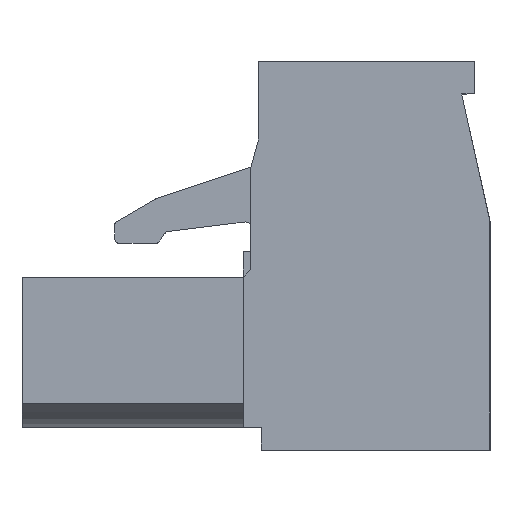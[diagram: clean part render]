
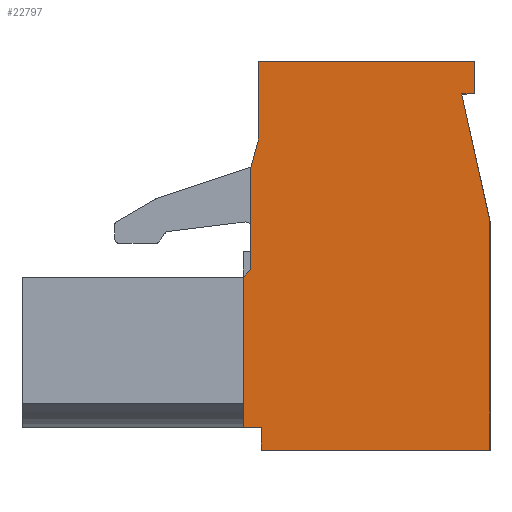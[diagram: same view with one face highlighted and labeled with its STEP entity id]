
A CAD part, left-side view. The second image highlights one B-rep face of the part: STEP entity #22797.
In plain terms, the highlighted planar face has unit normal (-1, 0, 0).
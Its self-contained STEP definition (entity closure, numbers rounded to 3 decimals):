
#4028=ORIENTED_EDGE('',*,*,#8797,.F.);
#4029=ORIENTED_EDGE('',*,*,#7875,.F.);
#4030=ORIENTED_EDGE('',*,*,#8331,.F.);
#4031=ORIENTED_EDGE('',*,*,#7584,.F.);
#4032=ORIENTED_EDGE('',*,*,#8317,.F.);
#4033=ORIENTED_EDGE('',*,*,#7929,.F.);
#4034=ORIENTED_EDGE('',*,*,#7650,.F.);
#4035=ORIENTED_EDGE('',*,*,#8318,.F.);
#4036=ORIENTED_EDGE('',*,*,#7540,.F.);
#4037=ORIENTED_EDGE('',*,*,#8322,.F.);
#4038=ORIENTED_EDGE('',*,*,#8325,.F.);
#4039=ORIENTED_EDGE('',*,*,#7112,.F.);
#4040=ORIENTED_EDGE('',*,*,#8362,.F.);
#7112=EDGE_CURVE('',#10337,#10338,#12465,.T.);
#7540=EDGE_CURVE('',#10710,#10711,#12856,.T.);
#7584=EDGE_CURVE('',#10754,#10755,#12900,.T.);
#7650=EDGE_CURVE('',#10811,#10812,#12965,.T.);
#7875=EDGE_CURVE('',#11026,#11027,#13149,.T.);
#7929=EDGE_CURVE('',#10812,#11071,#13202,.T.);
#8317=EDGE_CURVE('',#11071,#10754,#13553,.T.);
#8318=EDGE_CURVE('',#10711,#10811,#13554,.T.);
#8322=EDGE_CURVE('',#11343,#10710,#13558,.T.);
#8325=EDGE_CURVE('',#10338,#11343,#13561,.T.);
#8331=EDGE_CURVE('',#10755,#11026,#13567,.T.);
#8362=EDGE_CURVE('',#11355,#10337,#13596,.T.);
#8797=EDGE_CURVE('',#11027,#11355,#13973,.T.);
#10337=VERTEX_POINT('',#31308);
#10338=VERTEX_POINT('',#31310);
#10710=VERTEX_POINT('',#32166);
#10711=VERTEX_POINT('',#32168);
#10754=VERTEX_POINT('',#32255);
#10755=VERTEX_POINT('',#32257);
#10811=VERTEX_POINT('',#32379);
#10812=VERTEX_POINT('',#32381);
#11026=VERTEX_POINT('',#32824);
#11027=VERTEX_POINT('',#32826);
#11071=VERTEX_POINT('',#32934);
#11343=VERTEX_POINT('',#33694);
#11355=VERTEX_POINT('',#33772);
#12465=LINE('',#31309,#15357);
#12856=LINE('',#32167,#15748);
#12900=LINE('',#32256,#15792);
#12965=LINE('',#32380,#15857);
#13149=LINE('',#32825,#16041);
#13202=LINE('',#32933,#16094);
#13553=LINE('',#33684,#16445);
#13554=LINE('',#33686,#16446);
#13558=LINE('',#33695,#16450);
#13561=LINE('',#33700,#16453);
#13567=LINE('',#33709,#16459);
#13596=LINE('',#33773,#16488);
#13973=LINE('',#34723,#16865);
#15357=VECTOR('',#25251,1000.);
#15748=VECTOR('',#25830,1000.);
#15792=VECTOR('',#25876,1000.);
#15857=VECTOR('',#25945,1000.);
#16041=VECTOR('',#26221,1000.);
#16094=VECTOR('',#26296,1000.);
#16445=VECTOR('',#26909,1000.);
#16446=VECTOR('',#26912,1000.);
#16450=VECTOR('',#26918,1000.);
#16453=VECTOR('',#26923,1000.);
#16459=VECTOR('',#26933,1000.);
#16488=VECTOR('',#27012,1000.);
#16865=VECTOR('',#28251,1000.);
#18997=EDGE_LOOP('',(#4028,#4029,#4030,#4031,#4032,#4033,#4034,#4035,#4036,
#4037,#4038,#4039,#4040));
#20440=FACE_BOUND('',#18997,.T.);
#21646=PLANE('',#24461);
#22797=ADVANCED_FACE('',(#20440),#21646,.F.);
#24461=AXIS2_PLACEMENT_3D('',#34857,#28413,#28414);
#25251=DIRECTION('',(0.,0.,1.));
#25830=DIRECTION('',(0.,-1.,0.));
#25876=DIRECTION('',(0.,1.,0.));
#25945=DIRECTION('',(0.,1.,0.));
#26221=DIRECTION('',(0.,1.,0.));
#26296=DIRECTION('',(0.,-0.217,-0.976));
#26909=DIRECTION('',(0.,0.,-1.));
#26912=DIRECTION('',(0.,0.,-1.));
#26918=DIRECTION('',(0.,0.,1.));
#26923=DIRECTION('',(0.,-0.263,0.965));
#26933=DIRECTION('',(0.,0.,1.));
#27012=DIRECTION('',(0.,-0.707,0.707));
#28251=DIRECTION('',(0.,0.,1.));
#28413=DIRECTION('',(1.,0.,0.));
#28414=DIRECTION('',(0.,0.,-1.));
#31308=CARTESIAN_POINT('',(-25.5,4.85,2.575));
#31309=CARTESIAN_POINT('',(-25.5,4.85,6.55));
#31310=CARTESIAN_POINT('',(-25.5,4.85,6.55));
#32166=CARTESIAN_POINT('',(-25.5,4.55,10.65));
#32167=CARTESIAN_POINT('',(-25.5,-3.85,10.65));
#32168=CARTESIAN_POINT('',(-25.5,-3.85,10.65));
#32255=CARTESIAN_POINT('',(-25.5,-4.45,-4.45));
#32256=CARTESIAN_POINT('',(-25.5,4.45,-4.45));
#32257=CARTESIAN_POINT('',(-25.5,4.45,-4.45));
#32379=CARTESIAN_POINT('',(-25.5,-3.85,9.4));
#32380=CARTESIAN_POINT('',(-25.5,-3.35,9.4));
#32381=CARTESIAN_POINT('',(-25.5,-3.35,9.4));
#32824=CARTESIAN_POINT('',(-25.5,4.45,-3.575));
#32825=CARTESIAN_POINT('',(-25.5,5.15,-3.575));
#32826=CARTESIAN_POINT('',(-25.5,5.15,-3.575));
#32933=CARTESIAN_POINT('',(-25.5,-3.35,9.4));
#32934=CARTESIAN_POINT('',(-25.5,-4.45,4.45));
#33684=CARTESIAN_POINT('',(-25.5,-4.45,-4.45));
#33686=CARTESIAN_POINT('',(-25.5,-3.85,9.4));
#33694=CARTESIAN_POINT('',(-25.5,4.55,7.65));
#33695=CARTESIAN_POINT('',(-25.5,4.55,10.65));
#33700=CARTESIAN_POINT('',(-25.5,4.55,7.65));
#33709=CARTESIAN_POINT('',(-25.5,4.45,-3.575));
#33772=CARTESIAN_POINT('',(-25.5,5.15,2.275));
#33773=CARTESIAN_POINT('',(-25.5,5.15,2.275));
#34723=CARTESIAN_POINT('',(-25.5,5.15,2.275));
#34857=CARTESIAN_POINT('',(-25.5,0.,0.));
